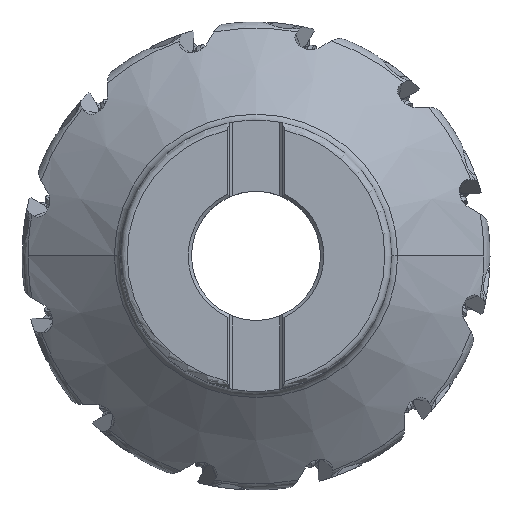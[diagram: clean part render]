
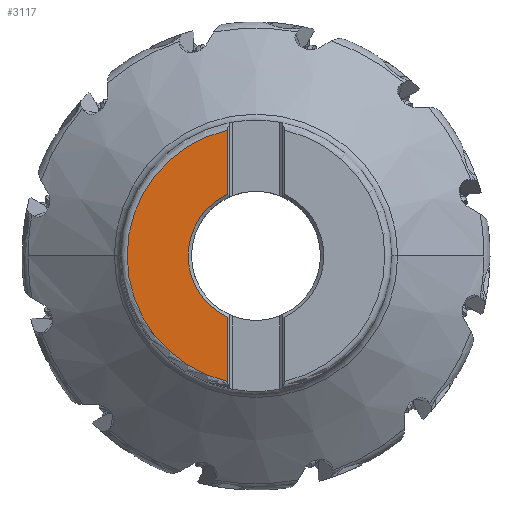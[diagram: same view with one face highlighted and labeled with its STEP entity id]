
A CAD part, top view. The second image highlights one B-rep face of the part: STEP entity #3117.
In plain terms, the highlighted planar face has unit normal (0, 0, 1).
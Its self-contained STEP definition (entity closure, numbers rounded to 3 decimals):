
#1480=FACE_OUTER_BOUND('',#6816,.T.);
#3117=ADVANCED_FACE('',(#1480),#4760,.T.);
#4760=PLANE('',#33045);
#6816=EDGE_LOOP('',(#13600,#13601,#13602,#13603,#13604));
#8676=LINE('',#49778,#10664);
#8678=LINE('',#49806,#10666);
#10664=VECTOR('',#37518,1.);
#10666=VECTOR('',#37530,1.);
#13600=ORIENTED_EDGE('',*,*,#25686,.F.);
#13601=ORIENTED_EDGE('',*,*,#25687,.F.);
#13602=ORIENTED_EDGE('',*,*,#25674,.F.);
#13603=ORIENTED_EDGE('',*,*,#25673,.F.);
#13604=ORIENTED_EDGE('',*,*,#25679,.F.);
#22413=VERTEX_POINT('',#49710);
#22414=VERTEX_POINT('',#49711);
#22415=VERTEX_POINT('',#49713);
#22418=VERTEX_POINT('',#49779);
#22422=VERTEX_POINT('',#49803);
#25673=EDGE_CURVE('',#22413,#22414,#29905,.T.);
#25674=EDGE_CURVE('',#22414,#22415,#29906,.T.);
#25679=EDGE_CURVE('',#22418,#22413,#8676,.T.);
#25686=EDGE_CURVE('',#22422,#22418,#29910,.T.);
#25687=EDGE_CURVE('',#22415,#22422,#8678,.T.);
#29905=CIRCLE('',#33036,38.);
#29906=CIRCLE('',#33037,38.);
#29910=CIRCLE('',#33043,20.015);
#33036=AXIS2_PLACEMENT_3D('',#49709,#37510,#37511);
#33037=AXIS2_PLACEMENT_3D('',#49712,#37512,#37513);
#33043=AXIS2_PLACEMENT_3D('',#49804,#37526,#37527);
#33045=AXIS2_PLACEMENT_3D('',#49807,#37531,#37532);
#37510=DIRECTION('',(0.,0.,-1.));
#37511=DIRECTION('',(-0.222,-0.975,0.));
#37512=DIRECTION('',(0.,0.,-1.));
#37513=DIRECTION('',(-1.,0.,0.));
#37518=DIRECTION('',(0.,-1.,0.));
#37526=DIRECTION('',(0.,0.,1.));
#37527=DIRECTION('',(-0.422,0.907,0.));
#37530=DIRECTION('',(0.,-1.,0.));
#37531=DIRECTION('',(0.,0.,1.));
#37532=DIRECTION('',(1.,0.,0.));
#49709=CARTESIAN_POINT('',(0.,0.,0.));
#49710=CARTESIAN_POINT('',(-8.438,-37.051,0.));
#49711=CARTESIAN_POINT('',(-38.,0.,0.));
#49712=CARTESIAN_POINT('',(0.,0.,0.));
#49713=CARTESIAN_POINT('',(-8.438,37.051,0.));
#49778=CARTESIAN_POINT('',(-8.438,-18.15,0.));
#49779=CARTESIAN_POINT('',(-8.438,-18.15,0.));
#49803=CARTESIAN_POINT('',(-8.437,18.15,0.));
#49804=CARTESIAN_POINT('',(0.,0.,0.));
#49806=CARTESIAN_POINT('',(-8.438,37.051,0.));
#49807=CARTESIAN_POINT('',(-23.219,0.,0.));
